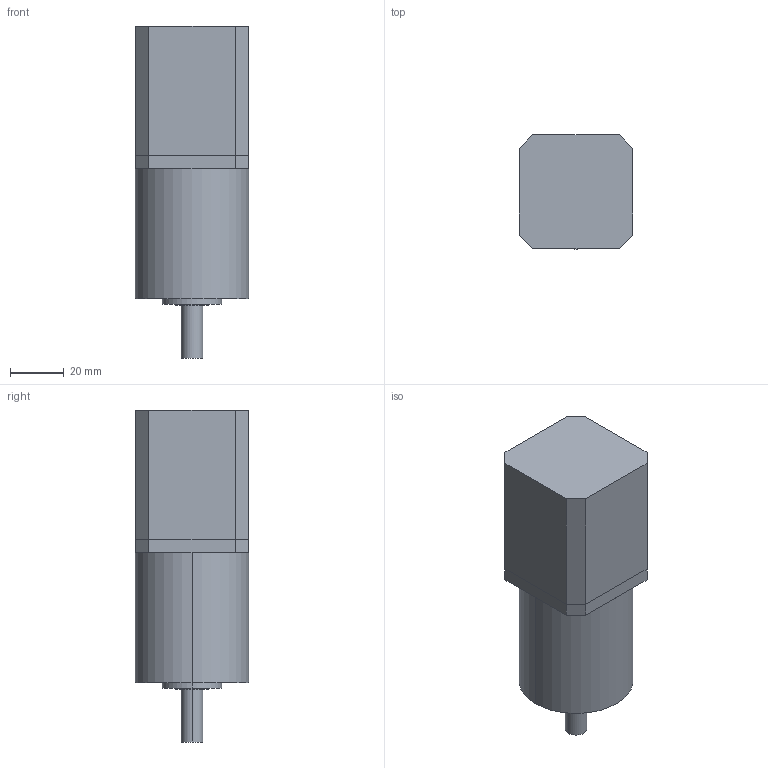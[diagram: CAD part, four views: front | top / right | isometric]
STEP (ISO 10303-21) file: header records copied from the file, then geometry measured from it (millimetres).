
FILE_DESCRIPTION (( 'STEP AP203' ), '1' );
FILE_NAME ('Motor 17HS15-1684D-HG50.STEP', '2019-10-20T06:39:42', ( '' ), ( '' ), 'SwSTEP 2.0', 'SolidWorks 2019', '' );
FILE_SCHEMA (( 'CONFIG_CONTROL_DESIGN' ));
Length unit declared in the file: millimetre
Products named in the file (1): Motor 17HS15-1684D-HG50
Bounding box: 42.3 x 42.3 x 123.3 mm (x, y, z)
Volume: 161602 mm3; surface area: 26673.6 mm2
Topology: 6 solids, 6 shells, 48 faces, 96 edges, 64 vertices
Faces by surface type: plane 32, cylinder 16
Entity records: 1319 total; most frequent: DIRECTION 226, CARTESIAN_POINT 209, ORIENTED_EDGE 192, EDGE_CURVE 96, AXIS2_PLACEMENT_3D 81, LINE 64, VECTOR 64, VERTEX_POINT 64
